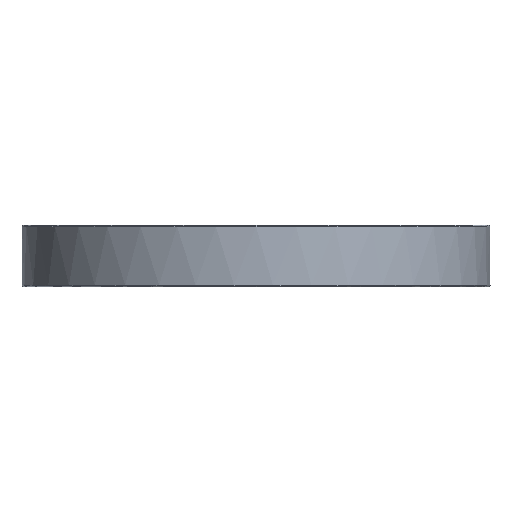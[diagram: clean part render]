
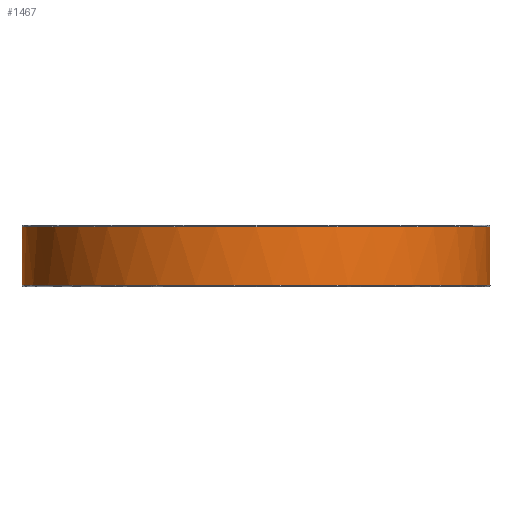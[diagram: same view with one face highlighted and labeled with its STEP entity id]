
A CAD part, front view. The second image highlights one B-rep face of the part: STEP entity #1467.
In plain terms, the highlighted cylindrical face has radius 76 mm (diameter 152 mm), a full revolution.
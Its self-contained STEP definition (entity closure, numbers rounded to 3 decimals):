
#427=CARTESIAN_POINT('',(75.982,-1.658,19.5));
#428=VERTEX_POINT('',#427);
#444=CARTESIAN_POINT('',(75.982,1.658,19.5));
#445=VERTEX_POINT('',#444);
#446=CARTESIAN_POINT('',(75.982,1.658,19.5));
#447=CARTESIAN_POINT('',(75.988,1.397,19.327));
#448=CARTESIAN_POINT('',(75.993,1.103,19.192));
#449=CARTESIAN_POINT('',(75.996,0.799,19.108));
#450=CARTESIAN_POINT('',(75.998,0.592,19.051));
#451=CARTESIAN_POINT('',(75.999,0.38,19.017));
#452=CARTESIAN_POINT('',(76.,0.173,19.005));
#453=CARTESIAN_POINT('',(76.,-0.003,18.995));
#454=CARTESIAN_POINT('',(76.,-0.175,19.));
#455=CARTESIAN_POINT('',(75.999,-0.353,19.021));
#456=CARTESIAN_POINT('',(75.997,-0.747,19.068));
#457=CARTESIAN_POINT('',(75.992,-1.148,19.199));
#458=CARTESIAN_POINT('',(75.985,-1.499,19.401));
#459=CARTESIAN_POINT('',(75.984,-1.553,19.433));
#460=CARTESIAN_POINT('',(75.983,-1.606,19.466));
#461=CARTESIAN_POINT('',(75.982,-1.658,19.5));
#462=B_SPLINE_CURVE_WITH_KNOTS('',3,(#446,#447,#448,#449,#450,#451,#452,#453,#454,#455,#456,#457,#458,#459,#460,#461),.UNSPECIFIED.,.F.,.U.,(4,3,3,3,3,4),(1.188,1.278,1.339,1.391,1.506,1.524),.UNSPECIFIED.);
#463=EDGE_CURVE('',#445,#428,#462,.T.);
#700=CARTESIAN_POINT('',(-75.982,1.658,19.5));
#701=VERTEX_POINT('',#700);
#702=CARTESIAN_POINT('',(0.0,0.0,19.5));
#703=DIRECTION('',(0.0,0.0,1.0));
#704=DIRECTION('',(-1.0,0.0,0.0));
#705=AXIS2_PLACEMENT_3D('',#702,#703,#704);
#706=CIRCLE('',#705,76.0);
#707=EDGE_CURVE('',#445,#701,#706,.T.);
#735=CARTESIAN_POINT('',(-75.982,-1.658,19.5));
#736=VERTEX_POINT('',#735);
#737=CARTESIAN_POINT('',(-75.982,-1.658,19.5));
#738=CARTESIAN_POINT('',(-75.988,-1.397,19.327));
#739=CARTESIAN_POINT('',(-75.993,-1.103,19.192));
#740=CARTESIAN_POINT('',(-75.996,-0.799,19.108));
#741=CARTESIAN_POINT('',(-75.998,-0.592,19.051));
#742=CARTESIAN_POINT('',(-75.999,-0.38,19.017));
#743=CARTESIAN_POINT('',(-76.,-0.173,19.005));
#744=CARTESIAN_POINT('',(-76.,0.003,18.995));
#745=CARTESIAN_POINT('',(-76.,0.175,19.));
#746=CARTESIAN_POINT('',(-75.999,0.353,19.021));
#747=CARTESIAN_POINT('',(-75.997,0.747,19.068));
#748=CARTESIAN_POINT('',(-75.992,1.148,19.199));
#749=CARTESIAN_POINT('',(-75.985,1.499,19.401));
#750=CARTESIAN_POINT('',(-75.984,1.553,19.433));
#751=CARTESIAN_POINT('',(-75.983,1.606,19.466));
#752=CARTESIAN_POINT('',(-75.982,1.658,19.5));
#753=B_SPLINE_CURVE_WITH_KNOTS('',3,(#737,#738,#739,#740,#741,#742,#743,#744,#745,#746,#747,#748,#749,#750,#751,#752),.UNSPECIFIED.,.F.,.U.,(4,3,3,3,3,4),(0.284,0.374,0.435,0.487,0.602,0.62),.UNSPECIFIED.);
#754=EDGE_CURVE('',#736,#701,#753,.T.);
#1432=CARTESIAN_POINT('',(76.0,0.,0.5));
#1433=VERTEX_POINT('',#1432);
#1434=CARTESIAN_POINT('',(0.0,0.0,0.5));
#1435=DIRECTION('',(0.0,0.0,-1.0));
#1436=DIRECTION('',(-1.0,0.0,0.0));
#1437=AXIS2_PLACEMENT_3D('',#1434,#1435,#1436);
#1438=CIRCLE('',#1437,76.0);
#1439=EDGE_CURVE('',#1433,#1433,#1438,.T.);
#1447=CARTESIAN_POINT('',(0.0,0.0,0.0));
#1448=DIRECTION('',(0.0,0.0,1.0));
#1449=DIRECTION('',(-1.0,0.0,0.0));
#1450=AXIS2_PLACEMENT_3D('',#1447,#1448,#1449);
#1451=CYLINDRICAL_SURFACE('',#1450,76.0);
#1452=ORIENTED_EDGE('',*,*,#463,.T.);
#1453=CARTESIAN_POINT('',(0.0,0.0,19.5));
#1454=DIRECTION('',(0.0,0.0,1.0));
#1455=DIRECTION('',(-1.0,0.0,0.0));
#1456=AXIS2_PLACEMENT_3D('',#1453,#1454,#1455);
#1457=CIRCLE('',#1456,76.0);
#1458=EDGE_CURVE('',#736,#428,#1457,.T.);
#1459=ORIENTED_EDGE('',*,*,#1458,.F.);
#1460=ORIENTED_EDGE('',*,*,#754,.T.);
#1461=ORIENTED_EDGE('',*,*,#707,.F.);
#1462=EDGE_LOOP('',(#1452,#1459,#1460,#1461));
#1463=FACE_OUTER_BOUND('',#1462,.T.);
#1464=ORIENTED_EDGE('',*,*,#1439,.F.);
#1465=EDGE_LOOP('',(#1464));
#1466=FACE_BOUND('',#1465,.T.);
#1467=ADVANCED_FACE('',(#1463,#1466),#1451,.T.);
